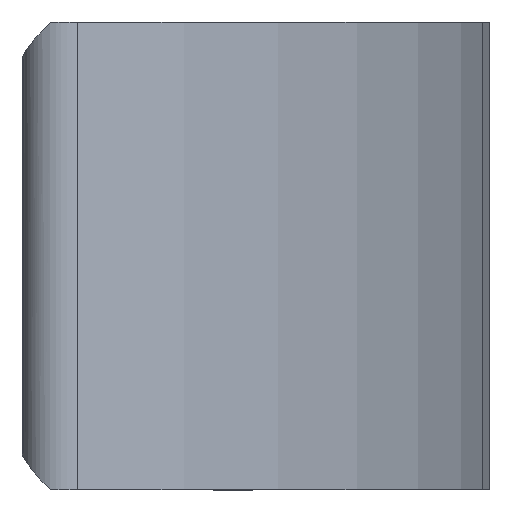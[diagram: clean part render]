
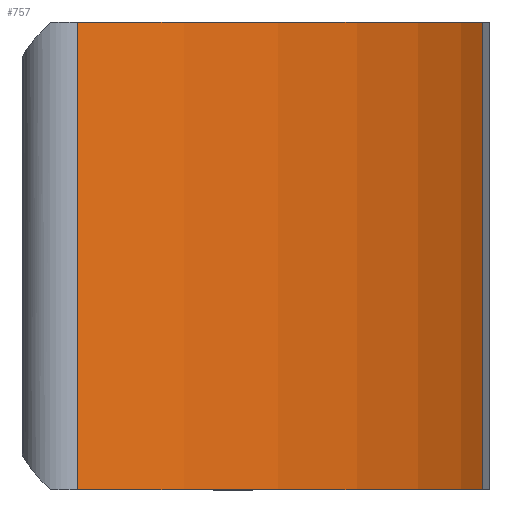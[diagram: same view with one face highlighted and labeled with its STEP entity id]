
A CAD part, left-side view. The second image highlights one B-rep face of the part: STEP entity #757.
In plain terms, the highlighted cylindrical face has radius 31.75 mm (diameter 63.5 mm), a partial arc.
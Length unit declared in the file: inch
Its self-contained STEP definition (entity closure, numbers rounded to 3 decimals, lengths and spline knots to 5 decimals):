
#223=CARTESIAN_POINT('',(-2.95627,0.21793,-0.375));
#224=VERTEX_POINT('',#223);
#232=CARTESIAN_POINT('',(-2.95627,0.21793,0.375));
#233=VERTEX_POINT('',#232);
#234=CARTESIAN_POINT('',(-2.95627,0.21793,-0.375));
#235=DIRECTION('',(0.0,0.0,1.0));
#236=VECTOR('',#235,0.75);
#237=LINE('',#234,#236);
#238=EDGE_CURVE('',#224,#233,#237,.T.);
#489=CARTESIAN_POINT('',(-1.97093,-0.4318,-0.375));
#490=VERTEX_POINT('',#489);
#497=CARTESIAN_POINT('',(-1.857,0.813,-0.375));
#498=DIRECTION('',(0.0,0.0,1.0));
#499=DIRECTION('',(0.925,0.38,0.0));
#500=AXIS2_PLACEMENT_3D('',#497,#498,#499);
#501=CIRCLE('',#500,1.25);
#502=EDGE_CURVE('',#224,#490,#501,.T.);
#638=CARTESIAN_POINT('',(-1.97093,-0.4318,0.375));
#639=VERTEX_POINT('',#638);
#640=CARTESIAN_POINT('',(-1.857,0.813,0.375));
#641=DIRECTION('',(0.0,0.0,-1.0));
#642=DIRECTION('',(0.925,0.38,0.0));
#643=AXIS2_PLACEMENT_3D('',#640,#641,#642);
#644=CIRCLE('',#643,1.25);
#645=EDGE_CURVE('',#639,#233,#644,.T.);
#735=CARTESIAN_POINT('',(-1.97093,-0.4318,0.375));
#736=DIRECTION('',(0.0,0.0,-1.0));
#737=VECTOR('',#736,0.75);
#738=LINE('',#735,#737);
#739=EDGE_CURVE('',#639,#490,#738,.T.);
#746=CARTESIAN_POINT('',(-1.857,0.813,0.0));
#747=DIRECTION('',(0.0,0.0,1.0));
#748=DIRECTION('',(0.925,0.38,0.0));
#749=AXIS2_PLACEMENT_3D('',#746,#747,#748);
#750=CYLINDRICAL_SURFACE('',#749,1.25);
#751=ORIENTED_EDGE('',*,*,#238,.F.);
#752=ORIENTED_EDGE('',*,*,#502,.T.);
#753=ORIENTED_EDGE('',*,*,#739,.F.);
#754=ORIENTED_EDGE('',*,*,#645,.T.);
#755=EDGE_LOOP('',(#751,#752,#753,#754));
#756=FACE_OUTER_BOUND('',#755,.T.);
#757=ADVANCED_FACE('',(#756),#750,.T.);
